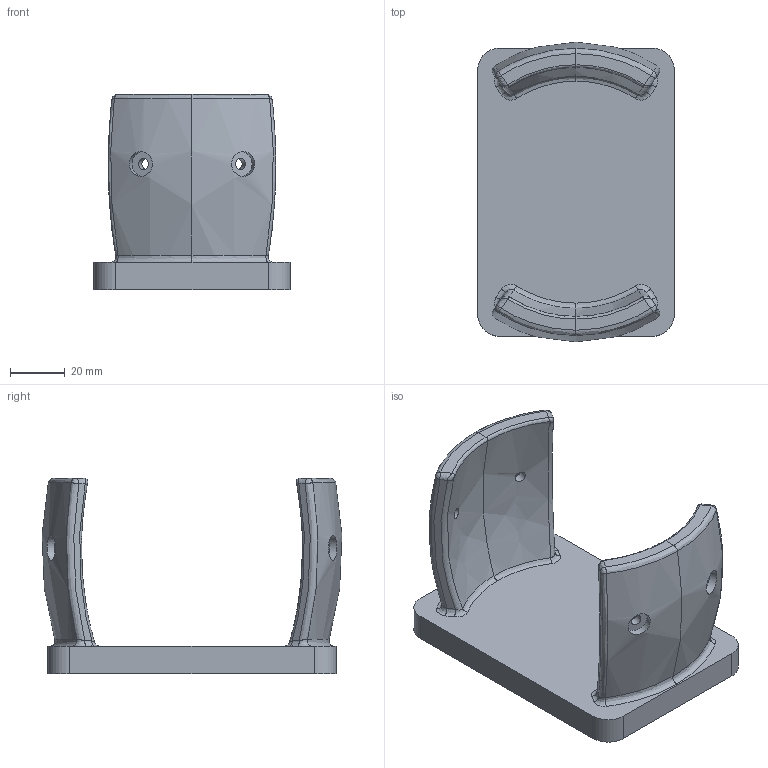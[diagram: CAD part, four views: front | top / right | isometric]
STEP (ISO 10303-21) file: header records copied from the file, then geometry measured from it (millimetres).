
FILE_DESCRIPTION(('FreeCAD Model'),'2;1');
FILE_NAME('Platform.step','2015-09-17T18:16:43',('Author'),(''), 'Open CASCADE STEP processor 6.8','FreeCAD','Unknown');
FILE_SCHEMA(('AUTOMOTIVE_DESIGN_CC2 { 1 2 10303 214 -1 1 5 4 }'));
Length unit declared in the file: millimetre
Products named in the file (2): ASSEMBLY; Platform
Assembly tree (1 placements, depth 2):
  ASSEMBLY
    Platform
Bounding box: 72 x 109.81 x 71.49 mm (x, y, z)
Volume: 125549.8 mm3; surface area: 35025 mm2
Topology: 1 solids, 1 shells, 86 faces, 198 edges, 116 vertices
Faces by surface type: bspline 64, cylinder 12, plane 10
Full cylindrical faces by diameter (mm): 4 x4, 9 x4
Entity records: 33727 total; most frequent: CARTESIAN_POINT 30708, ORIENTED_EDGE 388, PCURVE 388, DEFINITIONAL_REPRESENTATION 388, DIRECTION 292, B_SPLINE_CURVE_WITH_KNOTS 220, LINE 204, VECTOR 204
